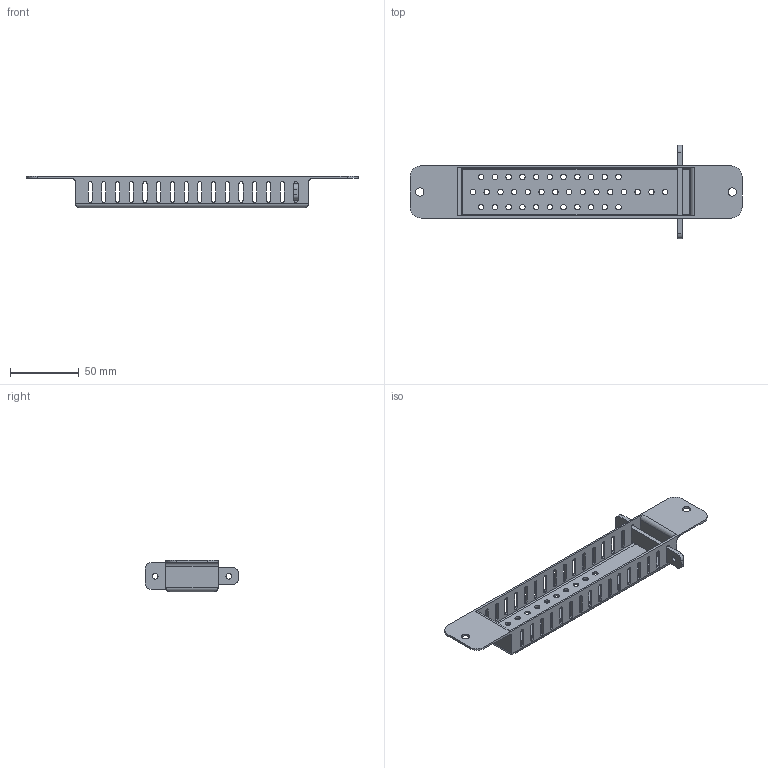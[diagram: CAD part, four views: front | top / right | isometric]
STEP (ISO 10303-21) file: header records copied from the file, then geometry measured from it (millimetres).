
FILE_DESCRIPTION((''),'2;1');
FILE_NAME('ASM0002_ASM','2023-02-01T11:58:25',('klemen.sitar'),('Audax d.o.o.'),'CREO PARAMETRIC BY PTC INC, 2021304','CREO PARAMETRIC BY PTC INC, 2021304','');
FILE_SCHEMA(('AP242_MANAGED_MODEL_BASED_3D_ENGINEERING_MIM_LF { 1 0 10303 442 1 1 4 }'));
Length unit declared in the file: millimetre
Products named in the file (3): 123_4; PRT0005_2; ASM0002_ASM
Assembly tree (2 placements, depth 2):
  ASM0002_ASM
    123_4
    PRT0005_2
Bounding box: 241.89 x 68 x 23 mm (x, y, z)
Volume: 26054.8 mm3; surface area: 36750.3 mm2
Topology: 2 solids, 2 shells, 255 faces, 783 edges, 574 vertices
Faces by surface type: cylinder 166, plane 89
Entity records: 12198 total; most frequent: CARTESIAN_POINT 1702, DIRECTION 1671, ORIENTED_EDGE 1484, PRESENTATION_STYLE_ASSIGNMENT 811, STYLED_ITEM 811, CURVE_STYLE 809, EDGE_CURVE 742, AXIS2_PLACEMENT_3D 606
